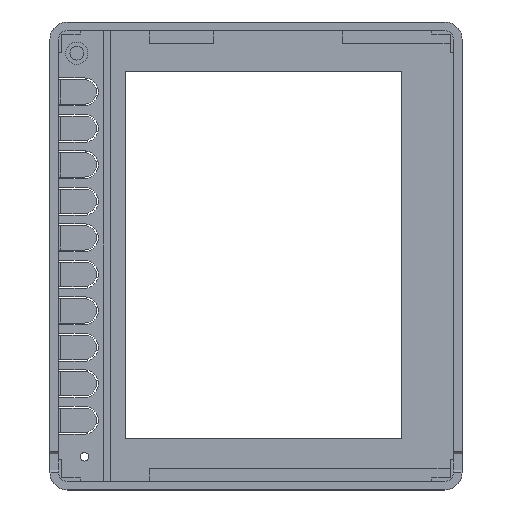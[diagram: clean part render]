
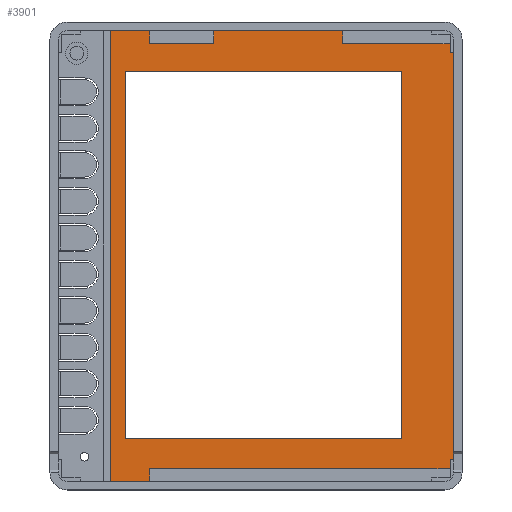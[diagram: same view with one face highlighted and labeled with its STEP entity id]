
A CAD part, top view. The second image highlights one B-rep face of the part: STEP entity #3901.
In plain terms, the highlighted planar face has unit normal (0, 0, 1).
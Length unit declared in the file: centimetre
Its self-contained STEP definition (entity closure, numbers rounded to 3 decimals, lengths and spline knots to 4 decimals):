
#235=VERTEX_POINT('',#5238);
#236=VERTEX_POINT('',#5240);
#422=VERTEX_POINT('',#5685);
#423=VERTEX_POINT('',#5686);
#428=VERTEX_POINT('',#5700);
#429=VERTEX_POINT('',#5706);
#432=VERTEX_POINT('',#5712);
#433=VERTEX_POINT('',#5713);
#441=VERTEX_POINT('',#5731);
#442=VERTEX_POINT('',#5732);
#443=VERTEX_POINT('',#5734);
#444=VERTEX_POINT('',#5736);
#445=VERTEX_POINT('',#5739);
#446=VERTEX_POINT('',#5741);
#447=VERTEX_POINT('',#5743);
#448=VERTEX_POINT('',#5746);
#449=VERTEX_POINT('',#5748);
#450=VERTEX_POINT('',#5750);
#451=VERTEX_POINT('',#5753);
#452=VERTEX_POINT('',#5755);
#634=VECTOR('',#4341,1.);
#827=VECTOR('',#4606,1.);
#842=VECTOR('',#4623,1.);
#845=VECTOR('',#4628,1.);
#857=VECTOR('',#4641,1.);
#858=VECTOR('',#4642,1.);
#859=VECTOR('',#4643,1.);
#860=VECTOR('',#4644,1.);
#861=VECTOR('',#4645,1.);
#862=VECTOR('',#4646,1.);
#863=VECTOR('',#4647,1.);
#864=VECTOR('',#4648,1.);
#865=VECTOR('',#4649,1.);
#866=VECTOR('',#4650,1.);
#867=VECTOR('',#4651,1.);
#868=VECTOR('',#4652,1.);
#869=VECTOR('',#4653,1.);
#870=VECTOR('',#4654,1.);
#871=VECTOR('',#4655,1.);
#1137=LINE('',#5239,#634);
#1330=LINE('',#5669,#827);
#1345=LINE('',#5699,#842);
#1348=LINE('',#5705,#845);
#1360=LINE('',#5730,#857);
#1361=LINE('',#5733,#858);
#1362=LINE('',#5735,#859);
#1363=LINE('',#5737,#860);
#1364=LINE('',#5738,#861);
#1365=LINE('',#5740,#862);
#1366=LINE('',#5742,#863);
#1367=LINE('',#5744,#864);
#1368=LINE('',#5745,#865);
#1369=LINE('',#5747,#866);
#1370=LINE('',#5749,#867);
#1371=LINE('',#5751,#868);
#1372=LINE('',#5752,#869);
#1373=LINE('',#5754,#870);
#1374=LINE('',#5756,#871);
#1640=EDGE_CURVE('',#236,#235,#1137,.T.);
#1866=EDGE_CURVE('',#423,#422,#1330,.T.);
#1873=EDGE_CURVE('',#428,#423,#1345,.T.);
#1876=EDGE_CURVE('',#429,#428,#1348,.T.);
#1880=EDGE_CURVE('',#433,#432,#1348,.T.);
#1890=EDGE_CURVE('',#441,#442,#1360,.T.);
#1891=EDGE_CURVE('',#442,#443,#1361,.T.);
#1892=EDGE_CURVE('',#443,#444,#1362,.T.);
#1893=EDGE_CURVE('',#444,#441,#1363,.T.);
#1894=EDGE_CURVE('',#422,#445,#1364,.T.);
#1895=EDGE_CURVE('',#445,#446,#1365,.T.);
#1896=EDGE_CURVE('',#446,#447,#1366,.T.);
#1897=EDGE_CURVE('',#447,#236,#1367,.T.);
#1898=EDGE_CURVE('',#235,#448,#1368,.T.);
#1899=EDGE_CURVE('',#448,#449,#1369,.T.);
#1900=EDGE_CURVE('',#449,#450,#1370,.T.);
#1901=EDGE_CURVE('',#450,#433,#1371,.T.);
#1902=EDGE_CURVE('',#432,#451,#1372,.T.);
#1903=EDGE_CURVE('',#451,#452,#1373,.T.);
#1904=EDGE_CURVE('',#452,#429,#1374,.T.);
#2606=ORIENTED_EDGE('',*,*,#1890,.T.);
#2607=ORIENTED_EDGE('',*,*,#1891,.T.);
#2608=ORIENTED_EDGE('',*,*,#1892,.T.);
#2609=ORIENTED_EDGE('',*,*,#1893,.T.);
#2610=ORIENTED_EDGE('',*,*,#1873,.T.);
#2611=ORIENTED_EDGE('',*,*,#1866,.T.);
#2612=ORIENTED_EDGE('',*,*,#1894,.T.);
#2613=ORIENTED_EDGE('',*,*,#1895,.T.);
#2614=ORIENTED_EDGE('',*,*,#1896,.T.);
#2615=ORIENTED_EDGE('',*,*,#1897,.T.);
#2616=ORIENTED_EDGE('',*,*,#1640,.T.);
#2617=ORIENTED_EDGE('',*,*,#1898,.T.);
#2618=ORIENTED_EDGE('',*,*,#1899,.T.);
#2619=ORIENTED_EDGE('',*,*,#1900,.T.);
#2620=ORIENTED_EDGE('',*,*,#1901,.T.);
#2621=ORIENTED_EDGE('',*,*,#1880,.T.);
#2622=ORIENTED_EDGE('',*,*,#1902,.T.);
#2623=ORIENTED_EDGE('',*,*,#1903,.T.);
#2624=ORIENTED_EDGE('',*,*,#1904,.T.);
#2625=ORIENTED_EDGE('',*,*,#1876,.T.);
#3450=EDGE_LOOP('',(#2606,#2607,#2608,#2609));
#3451=EDGE_LOOP('',(#2610,#2611,#2612,#2613,#2614,#2615,#2616,#2617,#2618,
#2619,#2620,#2621,#2622,#2623,#2624,#2625));
#3680=FACE_BOUND('',#3450,.T.);
#3681=FACE_BOUND('',#3451,.T.);
#3901=ADVANCED_FACE('',(#3680,#3681),#6401,.T.);
#4115=AXIS2_PLACEMENT_3D('',#5729,#4640,$);
#4341=DIRECTION('',(0.,1.,0.));
#4606=DIRECTION('',(1.,0.,0.));
#4623=DIRECTION('',(0.,-1.,0.));
#4628=DIRECTION('',(-1.,0.,0.));
#4640=DIRECTION('',(0.,0.,1.));
#4641=DIRECTION('',(1.,0.,0.));
#4642=DIRECTION('',(0.,-1.,0.));
#4643=DIRECTION('',(-1.,0.,0.));
#4644=DIRECTION('',(0.,1.,0.));
#4645=DIRECTION('',(0.,1.,0.));
#4646=DIRECTION('',(1.,0.,0.));
#4647=DIRECTION('',(0.,1.,0.));
#4648=DIRECTION('',(1.,0.,0.));
#4649=DIRECTION('',(-1.,0.,0.));
#4650=DIRECTION('',(0.,1.,0.));
#4651=DIRECTION('',(-1.,0.,0.));
#4652=DIRECTION('',(0.,1.,0.));
#4653=DIRECTION('',(0.,-1.,0.));
#4654=DIRECTION('',(-1.,0.,0.));
#4655=DIRECTION('',(0.,1.,0.));
#5238=CARTESIAN_POINT('',(9.4,10.2,0.06));
#5239=CARTESIAN_POINT('',(9.4,10.7,0.06));
#5240=CARTESIAN_POINT('',(9.4,0.7,0.06));
#5669=CARTESIAN_POINT('',(9.4,0.2,0.06));
#5685=CARTESIAN_POINT('',(2.32,0.2,0.06));
#5686=CARTESIAN_POINT('',(1.4,0.2,0.06));
#5699=CARTESIAN_POINT('',(1.4,5.45,0.06));
#5700=CARTESIAN_POINT('',(1.4,10.7,0.06));
#5705=CARTESIAN_POINT('',(0.2,10.7,0.06));
#5706=CARTESIAN_POINT('',(2.32,10.7,0.06));
#5712=CARTESIAN_POINT('',(3.82,10.7,0.06));
#5713=CARTESIAN_POINT('',(6.82,10.7,0.06));
#5729=CARTESIAN_POINT('',(4.8,5.45,0.06));
#5730=CARTESIAN_POINT('',(4.8875,9.75,0.06));
#5731=CARTESIAN_POINT('',(1.75,9.75,0.06));
#5732=CARTESIAN_POINT('',(8.2,9.75,0.06));
#5733=CARTESIAN_POINT('',(8.2,5.4625,0.06));
#5734=CARTESIAN_POINT('',(8.2,1.2,0.06));
#5735=CARTESIAN_POINT('',(4.8875,1.2,0.06));
#5736=CARTESIAN_POINT('',(1.75,1.2,0.06));
#5737=CARTESIAN_POINT('',(1.75,5.4625,0.06));
#5738=CARTESIAN_POINT('',(2.32,2.9,0.06));
#5739=CARTESIAN_POINT('',(2.32,0.5,0.06));
#5740=CARTESIAN_POINT('',(5.31,0.5,0.06));
#5741=CARTESIAN_POINT('',(9.32,0.5,0.06));
#5742=CARTESIAN_POINT('',(9.32,2.97,0.06));
#5743=CARTESIAN_POINT('',(9.32,0.7,0.06));
#5744=CARTESIAN_POINT('',(7.08,0.7,0.06));
#5745=CARTESIAN_POINT('',(7.08,10.2,0.06));
#5746=CARTESIAN_POINT('',(9.32,10.2,0.06));
#5747=CARTESIAN_POINT('',(9.32,7.93,0.06));
#5748=CARTESIAN_POINT('',(9.32,10.4,0.06));
#5749=CARTESIAN_POINT('',(6.435,10.4,0.06));
#5750=CARTESIAN_POINT('',(6.82,10.4,0.06));
#5751=CARTESIAN_POINT('',(6.82,8.,0.06));
#5752=CARTESIAN_POINT('',(3.82,8.,0.06));
#5753=CARTESIAN_POINT('',(3.82,10.4,0.06));
#5754=CARTESIAN_POINT('',(3.935,10.4,0.06));
#5755=CARTESIAN_POINT('',(2.32,10.4,0.06));
#5756=CARTESIAN_POINT('',(2.32,8.,0.06));
#6401=PLANE('',#4115);
